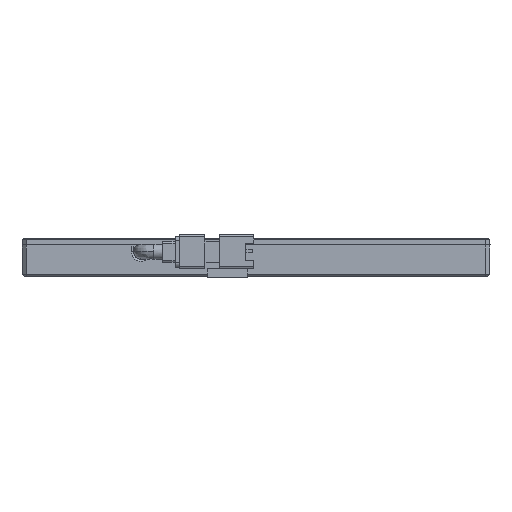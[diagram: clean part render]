
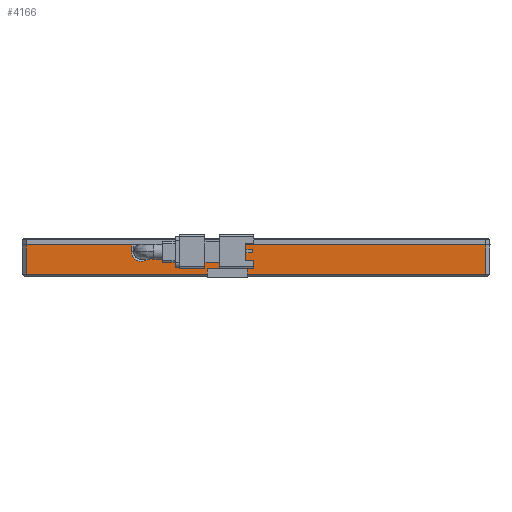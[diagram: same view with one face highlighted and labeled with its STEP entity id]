
A CAD part, left-side view. The second image highlights one B-rep face of the part: STEP entity #4166.
In plain terms, the highlighted planar face has unit normal (-1, 0, 0).
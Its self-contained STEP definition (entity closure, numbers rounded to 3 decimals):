
#263 = LINE ( 'NONE', #4380, #10890 ) ;
#292 = LINE ( 'NONE', #4787, #17788 ) ;
#737 = EDGE_CURVE ( 'NONE', #2266, #9477, #14677, .T. ) ;
#967 = CARTESIAN_POINT ( 'NONE',  ( -60.145, -47.76, -7.187 ) ) ;
#987 = CARTESIAN_POINT ( 'NONE',  ( -60.145, 33.15, 0. ) ) ;
#1535 = PLANE ( 'NONE',  #9753 ) ;
#2019 = LINE ( 'NONE', #7882, #8953 ) ;
#2266 = VERTEX_POINT ( 'NONE', #11606 ) ;
#2374 = DIRECTION ( 'NONE',  ( 0., 1., 0. ) ) ;
#2864 = CARTESIAN_POINT ( 'NONE',  ( -60.145, 37.65, -1.6 ) ) ;
#3626 = CARTESIAN_POINT ( 'NONE',  ( -60.145, 8.4, 0. ) ) ;
#3810 = EDGE_CURVE ( 'NONE', #13797, #11848, #7892, .T. ) ;
#3827 = VECTOR ( 'NONE', #11908, 1000. ) ;
#3848 = DIRECTION ( 'NONE',  ( 0., 0., 1. ) ) ;
#4166 = ADVANCED_FACE ( 'NONE', ( #11774 ), #1535, .F. ) ;
#4380 = CARTESIAN_POINT ( 'NONE',  ( -60.145, 8.4, 0. ) ) ;
#4536 = EDGE_CURVE ( 'NONE', #14727, #2266, #292, .T. ) ;
#4676 = EDGE_LOOP ( 'NONE', ( #17327, #5525, #7768, #8106, #16807, #8407, #6595, #9021 ) ) ;
#4787 = CARTESIAN_POINT ( 'NONE',  ( -60.145, 8.4, -7. ) ) ;
#5525 = ORIENTED_EDGE ( 'NONE', *, *, #16947, .T. ) ;
#5600 = VERTEX_POINT ( 'NONE', #6930 ) ;
#5810 = DIRECTION ( 'NONE',  ( 0., 1., 0. ) ) ;
#6136 = EDGE_CURVE ( 'NONE', #11848, #17645, #8471, .T. ) ;
#6523 = CARTESIAN_POINT ( 'NONE',  ( -60.145, 35.4, -1.6 ) ) ;
#6595 = ORIENTED_EDGE ( 'NONE', *, *, #6136, .F. ) ;
#6930 = CARTESIAN_POINT ( 'NONE',  ( -60.145, -45.6, 0. ) ) ;
#7164 = EDGE_CURVE ( 'NONE', #8600, #13797, #2019, .T. ) ;
#7195 = VECTOR ( 'NONE', #13645, 1000. ) ;
#7412 = CARTESIAN_POINT ( 'NONE',  ( -60.145, 62.4, 0. ) ) ;
#7545 = CARTESIAN_POINT ( 'NONE',  ( -60.145, 62.4, -3.5 ) ) ;
#7682 = CARTESIAN_POINT ( 'NONE',  ( -60.145, 33.15, -1.6 ) ) ;
#7768 = ORIENTED_EDGE ( 'NONE', *, *, #737, .F. ) ;
#7882 = CARTESIAN_POINT ( 'NONE',  ( -60.145, 37.65, -3.5 ) ) ;
#7892 = CIRCLE ( 'NONE', #8223, 2.25 ) ;
#7909 = DIRECTION ( 'NONE',  ( 0., 0., 1. ) ) ;
#8106 = ORIENTED_EDGE ( 'NONE', *, *, #4536, .F. ) ;
#8223 = AXIS2_PLACEMENT_3D ( 'NONE', #6523, #16159, #7909 ) ;
#8407 = ORIENTED_EDGE ( 'NONE', *, *, #13151, .T. ) ;
#8471 = LINE ( 'NONE', #12138, #11715 ) ;
#8600 = VERTEX_POINT ( 'NONE', #12397 ) ;
#8953 = VECTOR ( 'NONE', #9297, 1000. ) ;
#9021 = ORIENTED_EDGE ( 'NONE', *, *, #3810, .F. ) ;
#9297 = DIRECTION ( 'NONE',  ( 0., 0., -1. ) ) ;
#9477 = VERTEX_POINT ( 'NONE', #7412 ) ;
#9753 = AXIS2_PLACEMENT_3D ( 'NONE', #967, #10661, #2374 ) ;
#10452 = LINE ( 'NONE', #12256, #7195 ) ;
#10661 = DIRECTION ( 'NONE',  ( 1., 0., 0. ) ) ;
#10890 = VECTOR ( 'NONE', #5810, 1000. ) ;
#11198 = LINE ( 'NONE', #3626, #3827 ) ;
#11606 = CARTESIAN_POINT ( 'NONE',  ( -60.145, 62.4, -7. ) ) ;
#11715 = VECTOR ( 'NONE', #3848, 1000. ) ;
#11774 = FACE_OUTER_BOUND ( 'NONE', #4676, .T. ) ;
#11848 = VERTEX_POINT ( 'NONE', #7682 ) ;
#11908 = DIRECTION ( 'NONE',  ( 0., 1., 0. ) ) ;
#12105 = EDGE_CURVE ( 'NONE', #5600, #14727, #10452, .T. ) ;
#12138 = CARTESIAN_POINT ( 'NONE',  ( -60.145, 33.15, -3.5 ) ) ;
#12256 = CARTESIAN_POINT ( 'NONE',  ( -60.145, -45.6, -3.5 ) ) ;
#12397 = CARTESIAN_POINT ( 'NONE',  ( -60.145, 37.65, 0. ) ) ;
#12747 = VECTOR ( 'NONE', #15779, 1000. ) ;
#13114 = DIRECTION ( 'NONE',  ( 0., 1., 0. ) ) ;
#13151 = EDGE_CURVE ( 'NONE', #5600, #17645, #263, .T. ) ;
#13645 = DIRECTION ( 'NONE',  ( 0., 0., -1. ) ) ;
#13797 = VERTEX_POINT ( 'NONE', #2864 ) ;
#14677 = LINE ( 'NONE', #7545, #12747 ) ;
#14727 = VERTEX_POINT ( 'NONE', #16453 ) ;
#15779 = DIRECTION ( 'NONE',  ( 0., 0., 1. ) ) ;
#16159 = DIRECTION ( 'NONE',  ( -1., 0., 0. ) ) ;
#16453 = CARTESIAN_POINT ( 'NONE',  ( -60.145, -45.6, -7. ) ) ;
#16807 = ORIENTED_EDGE ( 'NONE', *, *, #12105, .F. ) ;
#16947 = EDGE_CURVE ( 'NONE', #8600, #9477, #11198, .T. ) ;
#17327 = ORIENTED_EDGE ( 'NONE', *, *, #7164, .F. ) ;
#17645 = VERTEX_POINT ( 'NONE', #987 ) ;
#17788 = VECTOR ( 'NONE', #13114, 1000. ) ;
